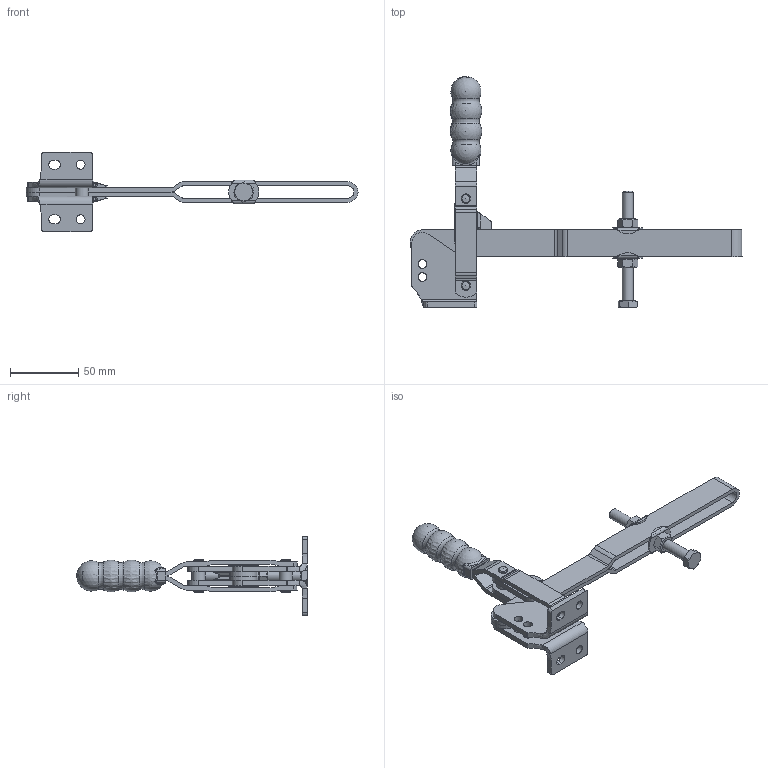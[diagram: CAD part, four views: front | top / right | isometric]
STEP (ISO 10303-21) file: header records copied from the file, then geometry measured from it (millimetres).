
FILE_DESCRIPTION((''),'2;1');
FILE_NAME('MG2UB-125-1.stp','2015-03-19T14:34:20',('carl'),(''),'Autodesk Inventor 2013','Autodesk Inventor 2013','');
FILE_SCHEMA(('AUTOMOTIVE_DESIGN { 1 0 10303 214 1 1 1 1 }'));
Length unit declared in the file: millimetre
Products named in the file (7): Assembly4; Part20; Part22; Part24; Part26; Part28; Part30
Assembly tree (6 placements, depth 2):
  Assembly4
    Part20
    Part22
    Part24
    Part26
    Part28
    Part30
Bounding box: 243.56 x 169.4 x 58.01 mm (x, y, z)
Volume: 97587.9 mm3; surface area: 59200.5 mm2
Topology: 7 solids, 8 shells, 340 faces, 891 edges, 577 vertices
Faces by surface type: plane 142, cylinder 128, bspline 30, cone 17, torus 15, sphere 8
Full cylindrical faces by diameter (mm): 6.35 x7, 6.37 x4, 6.5 x6, 6.647 x2, 8 x1, 8.5 x2, 9.525 x4, 11.63 x1
Entity records: 13574 total; most frequent: CARTESIAN_POINT 5429, DIRECTION 1631, ORIENTED_EDGE 1606, EDGE_CURVE 803, AXIS2_PLACEMENT_3D 607, VERTEX_POINT 546, EDGE_LOOP 451, VECTOR 417
